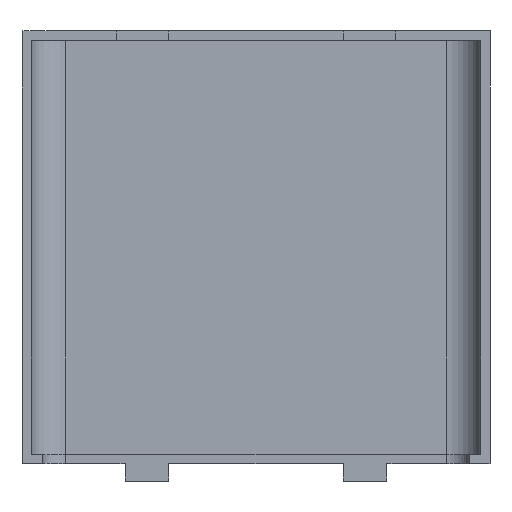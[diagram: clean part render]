
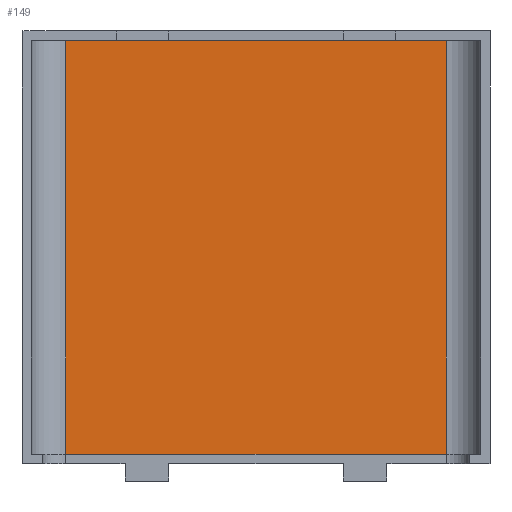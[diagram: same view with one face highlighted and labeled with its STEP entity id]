
A CAD part, front view. The second image highlights one B-rep face of the part: STEP entity #149.
In plain terms, the highlighted planar face has unit normal (0, -1, 0).
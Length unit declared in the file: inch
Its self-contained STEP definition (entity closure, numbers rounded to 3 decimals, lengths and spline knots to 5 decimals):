
#7 = CARTESIAN_POINT ( 'NONE',  ( 1.34, 0.6905, -1.185 ) ) ;
#42 = CARTESIAN_POINT ( 'NONE',  ( 1.09, 0.6905, -1.185 ) ) ;
#43 = ORIENTED_EDGE ( 'NONE', *, *, #591, .F. ) ;
#56 = VECTOR ( 'NONE', #1390, 39.37008 ) ;
#99 = ORIENTED_EDGE ( 'NONE', *, *, #836, .F. ) ;
#114 = CARTESIAN_POINT ( 'NONE',  ( 1.09, 0.6905, 1.185 ) ) ;
#128 = DIRECTION ( 'NONE',  ( 0., 1., 0. ) ) ;
#149 = ADVANCED_FACE ( 'NONE', ( #541 ), #370, .F. ) ;
#370 = PLANE ( 'NONE',  #1180 ) ;
#495 = CARTESIAN_POINT ( 'NONE',  ( 0., 0.6905, 0. ) ) ;
#528 = CARTESIAN_POINT ( 'NONE',  ( -1.09, 0.6905, 0. ) ) ;
#536 = VERTEX_POINT ( 'NONE', #664 ) ;
#541 = FACE_OUTER_BOUND ( 'NONE', #1480, .T. ) ;
#591 = EDGE_CURVE ( 'NONE', #905, #1407, #1362, .T. ) ;
#628 = DIRECTION ( 'NONE',  ( 0., 0., 1. ) ) ;
#664 = CARTESIAN_POINT ( 'NONE',  ( -1.09, 0.6905, 1.185 ) ) ;
#710 = CARTESIAN_POINT ( 'NONE',  ( 1.09, 0.6905, 0. ) ) ;
#741 = VECTOR ( 'NONE', #1475, 39.37008 ) ;
#836 = EDGE_CURVE ( 'NONE', #1423, #905, #1111, .T. ) ;
#866 = CARTESIAN_POINT ( 'NONE',  ( -1.09, 0.6905, -1.185 ) ) ;
#905 = VERTEX_POINT ( 'NONE', #42 ) ;
#1019 = VECTOR ( 'NONE', #1179, 39.37008 ) ;
#1080 = ORIENTED_EDGE ( 'NONE', *, *, #1186, .F. ) ;
#1090 = VECTOR ( 'NONE', #628, 39.37008 ) ;
#1111 = LINE ( 'NONE', #710, #56 ) ;
#1179 = DIRECTION ( 'NONE',  ( 1., 0., 0. ) ) ;
#1180 = AXIS2_PLACEMENT_3D ( 'NONE', #495, #128, #1395 ) ;
#1186 = EDGE_CURVE ( 'NONE', #536, #1423, #1339, .T. ) ;
#1194 = EDGE_CURVE ( 'NONE', #1407, #536, #1266, .T. ) ;
#1266 = LINE ( 'NONE', #528, #1090 ) ;
#1295 = ORIENTED_EDGE ( 'NONE', *, *, #1194, .F. ) ;
#1339 = LINE ( 'NONE', #1424, #1019 ) ;
#1362 = LINE ( 'NONE', #7, #741 ) ;
#1390 = DIRECTION ( 'NONE',  ( 0., 0., -1. ) ) ;
#1395 = DIRECTION ( 'NONE',  ( 0., 0., 1. ) ) ;
#1407 = VERTEX_POINT ( 'NONE', #866 ) ;
#1423 = VERTEX_POINT ( 'NONE', #114 ) ;
#1424 = CARTESIAN_POINT ( 'NONE',  ( 1.34, 0.6905, 1.185 ) ) ;
#1475 = DIRECTION ( 'NONE',  ( -1., 0., 0. ) ) ;
#1480 = EDGE_LOOP ( 'NONE', ( #1080, #1295, #43, #99 ) ) ;
